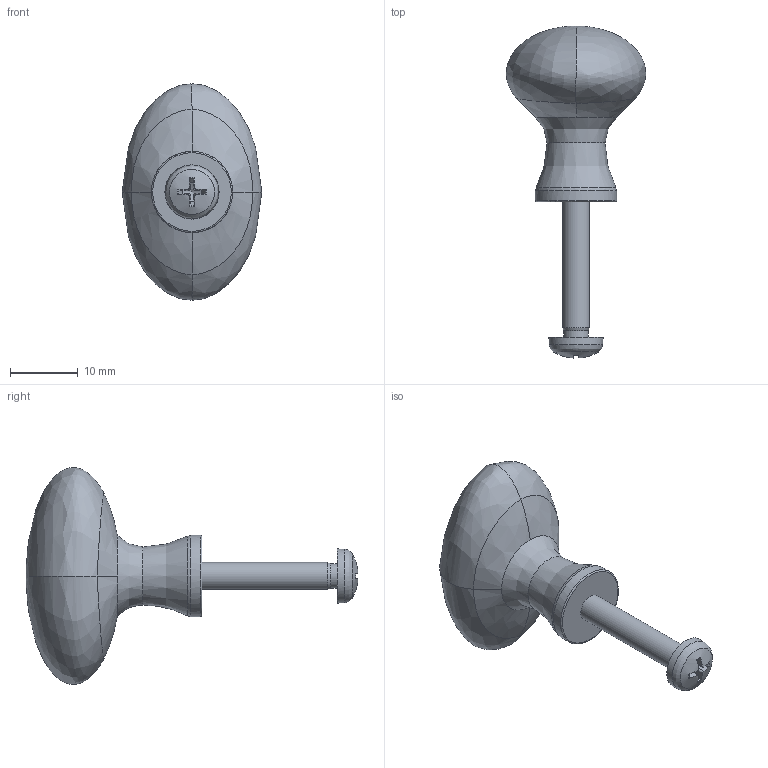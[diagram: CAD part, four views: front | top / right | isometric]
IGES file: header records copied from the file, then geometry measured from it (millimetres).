
Global section: file name: P783; native system: Autodesk Inventor 2018; preprocessor: unknown; author: ashami; date: 20180911.154044; units: millimetre
Bounding box: 20.6 x 49.07 x 32 mm (x, y, z)
Volume: 6209.2 mm3; surface area: 2785.7 mm2
Topology: 2 solids, 2 shells, 47 faces, 137 edges, 91 vertices
Faces by surface type: bspline 47
